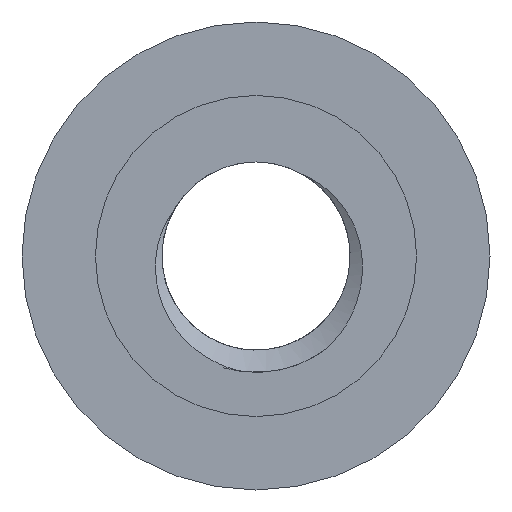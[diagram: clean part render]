
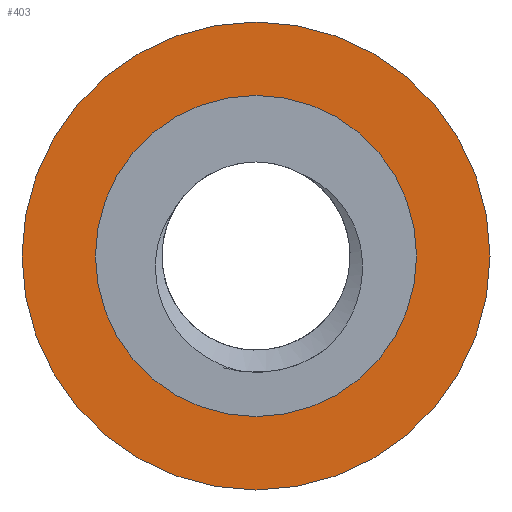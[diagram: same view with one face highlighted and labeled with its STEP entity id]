
A CAD part, front view. The second image highlights one B-rep face of the part: STEP entity #403.
In plain terms, the highlighted planar face has unit normal (0, -1, 0).
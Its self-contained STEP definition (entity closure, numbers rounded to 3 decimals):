
#17=FACE_BOUND('',#91,.T.);
#20=PLANE('',#449);
#65=FACE_OUTER_BOUND('',#90,.T.);
#90=EDGE_LOOP('',(#363));
#91=EDGE_LOOP('',(#364));
#101=CIRCLE('',#442,1.75);
#102=CIRCLE('',#444,2.55);
#186=VERTEX_POINT('',#1156);
#187=VERTEX_POINT('',#1160);
#238=EDGE_CURVE('',#186,#186,#101,.T.);
#239=EDGE_CURVE('',#187,#187,#102,.T.);
#363=ORIENTED_EDGE('',*,*,#239,.T.);
#364=ORIENTED_EDGE('',*,*,#238,.F.);
#403=ADVANCED_FACE('',(#65,#17),#20,.T.);
#442=AXIS2_PLACEMENT_3D('',#1158,#515,#516);
#444=AXIS2_PLACEMENT_3D('',#1161,#519,#520);
#449=AXIS2_PLACEMENT_3D('',#1713,#530,#531);
#515=DIRECTION('center_axis',(0.,-1.,0.));
#516=DIRECTION('ref_axis',(0.,0.,-1.));
#519=DIRECTION('center_axis',(0.,-1.,0.));
#520=DIRECTION('ref_axis',(0.,0.,-1.));
#530=DIRECTION('center_axis',(0.,-1.,0.));
#531=DIRECTION('ref_axis',(0.,0.,-1.));
#1156=CARTESIAN_POINT('',(0.,0.9,1.75));
#1158=CARTESIAN_POINT('Origin',(0.,0.9,0.));
#1160=CARTESIAN_POINT('',(0.,0.9,2.55));
#1161=CARTESIAN_POINT('Origin',(0.,0.9,0.));
#1713=CARTESIAN_POINT('Origin',(2.55,0.9,0.));
